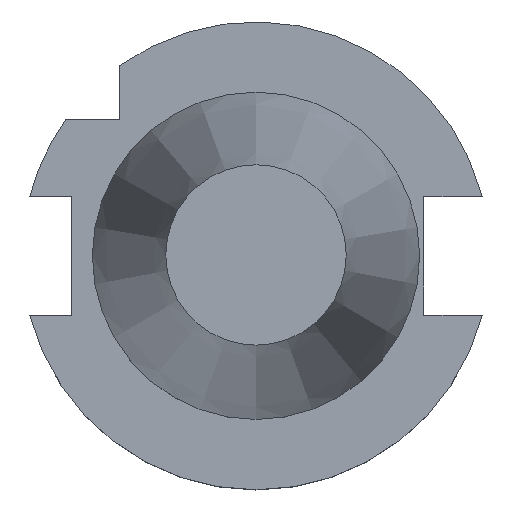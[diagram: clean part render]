
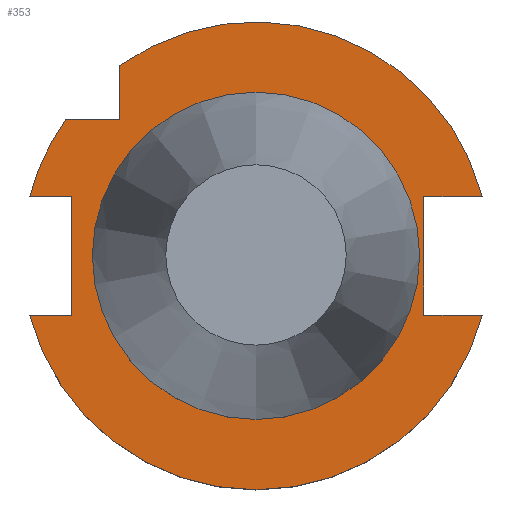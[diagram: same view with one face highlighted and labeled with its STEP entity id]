
A CAD part, top view. The second image highlights one B-rep face of the part: STEP entity #353.
In plain terms, the highlighted planar face has unit normal (0, 0, 1).
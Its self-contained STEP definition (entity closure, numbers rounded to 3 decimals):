
#179=EDGE_CURVE('240[2]',#536,#537,#538,.T.);
#181=EDGE_CURVE('240[2]',#540,#540,#541,.T.);
#183=EDGE_CURVE('240[2]',#525,#543,#544,.T.);
#207=EDGE_CURVE('240[2]',#578,#537,#579,.T.);
#266=EDGE_CURVE('240[2]',#525,#670,#671,.T.);
#281=EDGE_CURVE('240[2]',#608,#670,#692,.T.);
#346=EDGE_CURVE('240[2]',#667,#612,#784,.T.);
#353=ADVANCED_FACE('240[2]',(#793,#794),#795,.T.);
#398=EDGE_CURVE('240[2]',#855,#578,#856,.T.);
#408=EDGE_CURVE('240[2]',#536,#867,#868,.T.);
#453=EDGE_CURVE('240[2]',#543,#612,#921,.T.);
#473=EDGE_CURVE('240[2]',#667,#855,#945,.T.);
#477=EDGE_CURVE('240[2]',#867,#608,#949,.T.);
#525=VERTEX_POINT('',#993);
#536=VERTEX_POINT('',#1026);
#537=VERTEX_POINT('',#1027);
#538=CIRCLE('',#1028,31.775);
#540=VERTEX_POINT('',#1031);
#541=CIRCLE('',#1032,22.225);
#543=VERTEX_POINT('',#1035);
#544=LINE('',#1036,#1037);
#578=VERTEX_POINT('',#1082);
#579=LINE('',#1083,#1084);
#608=VERTEX_POINT('',#1152);
#612=VERTEX_POINT('',#1158);
#667=VERTEX_POINT('',#1323);
#670=VERTEX_POINT('',#1328);
#671=CIRCLE('',#1329,31.775);
#692=LINE('',#1357,#1358);
#784=CIRCLE('',#1559,31.775);
#793=FACE_OUTER_BOUND('',#1572,.T.);
#794=FACE_BOUND('',#1573,.T.);
#795=PLANE('',#1574);
#855=VERTEX_POINT('',#1658);
#856=LINE('',#1659,#1660);
#867=VERTEX_POINT('',#1680);
#868=LINE('',#1681,#1682);
#921=LINE('',#1770,#1771);
#945=LINE('',#1807,#1808);
#949=LINE('',#1815,#1816);
#993=CARTESIAN_POINT('',(-18.5,25.834,-3.2));
#1026=CARTESIAN_POINT('',(30.738,-8.05,-3.2));
#1027=CARTESIAN_POINT('',(-30.738,-8.05,-3.2));
#1028=AXIS2_PLACEMENT_3D('',#1880,#1881,#1882);
#1031=CARTESIAN_POINT('',(0.,22.225,-3.2));
#1032=AXIS2_PLACEMENT_3D('',#1883,#1884,#1885);
#1035=CARTESIAN_POINT('',(-18.5,18.5,-3.2));
#1036=CARTESIAN_POINT('',(-18.5,25.333,-3.2));
#1037=VECTOR('',#1886,1.0);
#1082=CARTESIAN_POINT('',(-25.,-8.05,-3.2));
#1083=CARTESIAN_POINT('',(-14.575,-8.05,-3.2));
#1084=VECTOR('',#1955,1.0);
#1152=CARTESIAN_POINT('',(22.8,8.05,-3.2));
#1158=CARTESIAN_POINT('',(-25.834,18.5,-3.2));
#1323=CARTESIAN_POINT('',(-30.738,8.05,-3.2));
#1328=CARTESIAN_POINT('',(30.738,8.05,-3.2));
#1329=AXIS2_PLACEMENT_3D('',#2044,#2045,#2046);
#1357=CARTESIAN_POINT('',(14.025,8.05,-3.2));
#1358=VECTOR('',#2075,1.0);
#1559=AXIS2_PLACEMENT_3D('',#2184,#2185,#2186);
#1572=EDGE_LOOP('',(#2192,#2193,#2194,#2195,#2196,#2197,#2198,#2199,#2200,#2201,#2202));
#1573=EDGE_LOOP('',(#2203));
#1574=AXIS2_PLACEMENT_3D('',#2204,#2205,#2206);
#1658=CARTESIAN_POINT('',(-25.0,8.05,-3.2));
#1659=CARTESIAN_POINT('',(-25.0,13.5,-3.2));
#1660=VECTOR('',#2279,1.0);
#1680=CARTESIAN_POINT('',(22.8,-8.05,-3.2));
#1681=CARTESIAN_POINT('',(14.025,-8.05,-3.2));
#1682=VECTOR('',#2284,1.0);
#1770=CARTESIAN_POINT('',(-11.833,18.5,-3.2));
#1771=VECTOR('',#2346,1.0);
#1807=CARTESIAN_POINT('',(-14.575,8.05,-3.2));
#1808=VECTOR('',#2373,1.0);
#1815=CARTESIAN_POINT('',(22.8,13.5,-3.2));
#1816=VECTOR('',#2375,1.0);
#1880=CARTESIAN_POINT('',(0.,0.,-3.2));
#1881=DIRECTION('',(0.,0.,-1.0));
#1882=DIRECTION('',(0.,1.0,0.));
#1883=CARTESIAN_POINT('',(0.,0.,-3.2));
#1884=DIRECTION('',(0.,0.,-1.0));
#1885=DIRECTION('',(0.,1.0,0.));
#1886=DIRECTION('',(0.,-1.0,0.));
#1955=DIRECTION('',(-1.0,0.,0.));
#2044=CARTESIAN_POINT('',(0.,0.,-3.2));
#2045=DIRECTION('',(0.,0.,-1.0));
#2046=DIRECTION('',(0.,1.0,0.));
#2075=DIRECTION('',(1.0,0.0,0.));
#2184=CARTESIAN_POINT('',(0.,0.,-3.2));
#2185=DIRECTION('',(0.,0.,-1.0));
#2186=DIRECTION('',(0.,1.0,0.));
#2192=ORIENTED_EDGE('',*,*,#281,.T.);
#2193=ORIENTED_EDGE('',*,*,#266,.F.);
#2194=ORIENTED_EDGE('',*,*,#183,.T.);
#2195=ORIENTED_EDGE('',*,*,#453,.T.);
#2196=ORIENTED_EDGE('',*,*,#346,.F.);
#2197=ORIENTED_EDGE('',*,*,#473,.T.);
#2198=ORIENTED_EDGE('',*,*,#398,.T.);
#2199=ORIENTED_EDGE('',*,*,#207,.T.);
#2200=ORIENTED_EDGE('',*,*,#179,.F.);
#2201=ORIENTED_EDGE('',*,*,#408,.T.);
#2202=ORIENTED_EDGE('',*,*,#477,.T.);
#2203=ORIENTED_EDGE('',*,*,#181,.T.);
#2204=CARTESIAN_POINT('',(0.,27.0,-3.2));
#2205=DIRECTION('',(0.,0.,1.0));
#2206=DIRECTION('',(0.,-1.0,0.));
#2279=DIRECTION('',(0.,-1.0,0.));
#2284=DIRECTION('',(-1.0,0.,0.));
#2346=DIRECTION('',(-1.0,0.,0.));
#2373=DIRECTION('',(1.0,0.,0.));
#2375=DIRECTION('',(0.,1.0,0.));
